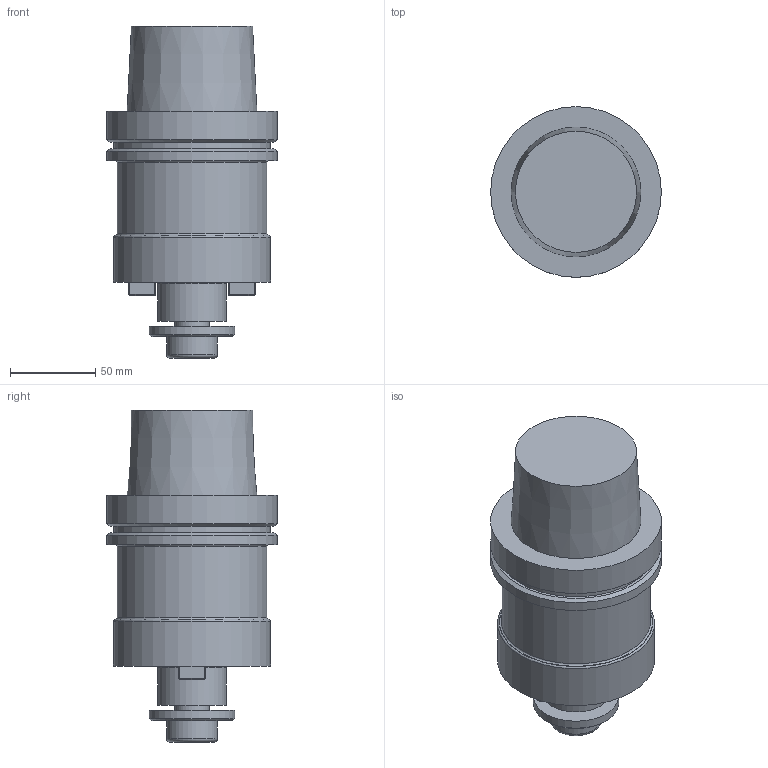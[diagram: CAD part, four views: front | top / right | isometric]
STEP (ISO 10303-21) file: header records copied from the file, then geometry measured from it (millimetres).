
FILE_DESCRIPTION(/* description */ (''),/* implementation_level */ '2;1');
FILE_NAME(/* name */ 'TOOLCOMP_1.STP',/* time_stamp */ '2022-11-10T12:24:06+01:00',/* author */ (''),/* organization */ ('SMS'),/* preprocessor_version */ 'ST-DEVELOPER v16.7',/* originating_system */ 'SIEMENS PLM Software NX 12.0',/* authorisation */ '');
FILE_SCHEMA (('AUTOMOTIVE_DESIGN { 1 0 10303 214 3 1 1 1 }'));
Length unit declared in the file: millimetre
Products named in the file (2): NOCUT_COMP20221110122237; TOOLCOMP_1
Assembly tree (1 placements, depth 2):
  TOOLCOMP_1
    NOCUT_COMP20221110122237
Bounding box: 100 x 100 x 194.5 mm (x, y, z)
Volume: 1861947.3 mm3; surface area: 139570.4 mm2
Topology: 2 solids, 6 shells, 252 faces, 528 edges, 317 vertices
Faces by surface type: plane 146, cone 50, cylinder 36, torus 20
Full cylindrical faces by diameter (mm): 8 x4, 8.5 x4, 13 x4, 13.3 x4, 20 x2, 21 x2, 29.835 x2, 40 x2, 50 x2, 87.5 x2, 92 x4, 100 x4
Entity records: 6239 total; most frequent: CARTESIAN_POINT 1180, DIRECTION 1058, ORIENTED_EDGE 864, EDGE_CURVE 432, AXIS2_PLACEMENT_3D 415, EDGE_LOOP 356, VERTEX_POINT 294, ADVANCED_FACE 252
